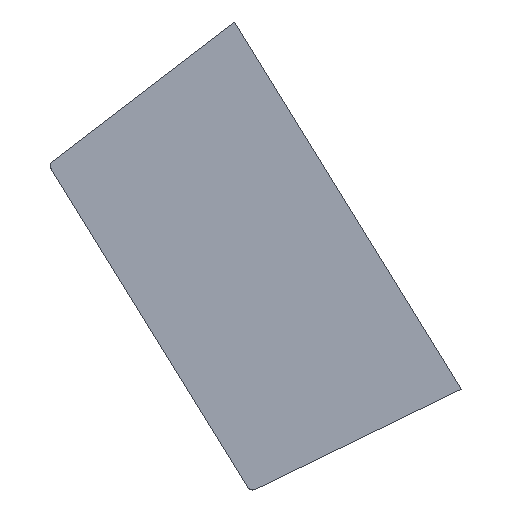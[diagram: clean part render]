
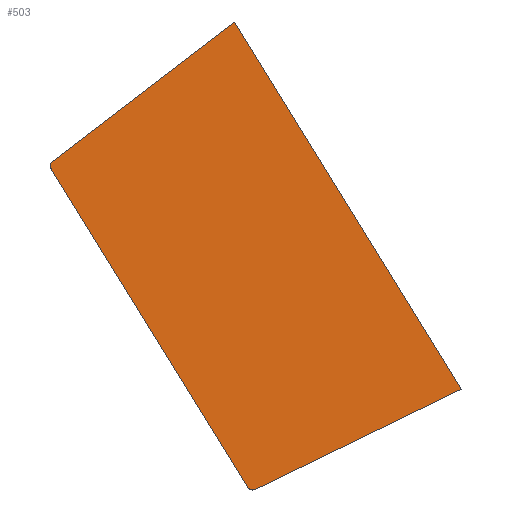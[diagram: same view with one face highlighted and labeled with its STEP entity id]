
A CAD part, front view. The second image highlights one B-rep face of the part: STEP entity #503.
In plain terms, the highlighted planar face has unit normal (0.058, -0.998, 0).
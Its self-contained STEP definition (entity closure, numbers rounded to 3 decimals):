
#43 = PLANE('',#44);
#44 = AXIS2_PLACEMENT_3D('',#45,#46,#47);
#45 = CARTESIAN_POINT('',(1261.95,0.,-2592.896));
#46 = DIRECTION('',(0.438,0.,-0.899));
#47 = DIRECTION('',(0.,-1.,0.));
#70 = PLANE('',#71);
#71 = AXIS2_PLACEMENT_3D('',#72,#73,#74);
#72 = CARTESIAN_POINT('',(10457.485,0.,6463.149));
#73 = DIRECTION('',(0.851,0.,0.526));
#74 = DIRECTION('',(0.,-1.,0.));
#97 = PLANE('',#98);
#98 = AXIS2_PLACEMENT_3D('',#99,#100,#101);
#99 = CARTESIAN_POINT('',(2202.325,0.,-2871.835));
#100 = DIRECTION('',(0.609,0.,-0.794));
#101 = DIRECTION('',(0.,-1.,0.));
#125 = CYLINDRICAL_SURFACE('',#126,23.);
#126 = AXIS2_PLACEMENT_3D('',#127,#128,#129);
#127 = CARTESIAN_POINT('',(10995.624,-550.,3842.501)
  );
#128 = DIRECTION('',(-0.,1.,0.));
#129 = DIRECTION('',(-0.609,-0.,0.794));
#158 = PLANE('',#159);
#159 = AXIS2_PLACEMENT_3D('',#160,#161,#162);
#160 = CARTESIAN_POINT('',(9655.324,0.,5967.381));
#161 = DIRECTION('',(0.851,0.,0.526));
#162 = DIRECTION('',(0.,-1.,0.));
#184 = CYLINDRICAL_SURFACE('',#185,23.);
#185 = AXIS2_PLACEMENT_3D('',#186,#187,#188);
#186 = CARTESIAN_POINT('',(11790.262,-550.,2556.763)
  );
#187 = DIRECTION('',(-0.,1.,0.));
#188 = DIRECTION('',(0.438,0.,-0.899));
#207 = VERTEX_POINT('',#208);
#208 = CARTESIAN_POINT('',(12633.85,641.872,
    2941.754));
#227 = EDGE_CURVE('',#228,#207,#230,.T.);
#228 = VERTEX_POINT('',#229);
#229 = CARTESIAN_POINT('',(11800.327,593.325,
    2536.083));
#230 = SURFACE_CURVE('',#231,(#235,#241),.PCURVE_S1.);
#231 = LINE('',#232,#233);
#232 = CARTESIAN_POINT('',(-4170.617,-336.876,
    -5236.9));
#233 = VECTOR('',#234,1.);
#234 = DIRECTION('',(0.898,0.052,0.437));
#235 = PCURVE('',#43,#236);
#236 = DEFINITIONAL_REPRESENTATION('',(#237),#240);
#237 = B_SPLINE_CURVE_WITH_KNOTS('',1,(#238,#239),.UNSPECIFIED.,.F.,.F.,
  (2,2),(17693.561,18807.486),
  .PIECEWISE_BEZIER_KNOTS.);
#238 = CARTESIAN_POINT('',(-588.47,-11627.531));
#239 = CARTESIAN_POINT('',(-646.727,-12739.932));
#240 = ( GEOMETRIC_REPRESENTATION_CONTEXT(2) 
PARAMETRIC_REPRESENTATION_CONTEXT() REPRESENTATION_CONTEXT('2D SPACE',''
  ) );
#241 = PCURVE('',#242,#247);
#242 = PLANE('',#243);
#243 = AXIS2_PLACEMENT_3D('',#244,#245,#246);
#244 = CARTESIAN_POINT('',(-11761.655,-779.004,
    -3433.355));
#245 = DIRECTION('',(0.058,-0.998,0.));
#246 = DIRECTION('',(0.,0.,-1.));
#247 = DEFINITIONAL_REPRESENTATION('',(#248),#251);
#248 = B_SPLINE_CURVE_WITH_KNOTS('',1,(#249,#250),.UNSPECIFIED.,.F.,.F.,
  (2,2),(17693.561,18807.486),
  .PIECEWISE_BEZIER_KNOTS.);
#249 = CARTESIAN_POINT('',(-5928.87,23518.42));
#250 = CARTESIAN_POINT('',(-6415.676,24520.342));
#251 = ( GEOMETRIC_REPRESENTATION_CONTEXT(2) 
PARAMETRIC_REPRESENTATION_CONTEXT() REPRESENTATION_CONTEXT('2D SPACE',''
  ) );
#280 = VERTEX_POINT('',#281);
#281 = CARTESIAN_POINT('',(11717.229,588.485,
    4424.863));
#300 = EDGE_CURVE('',#207,#280,#301,.T.);
#301 = SURFACE_CURVE('',#302,(#306,#312),.PCURVE_S1.);
#302 = LINE('',#303,#304);
#303 = CARTESIAN_POINT('',(9586.019,464.356,
    7873.196));
#304 = VECTOR('',#305,1.);
#305 = DIRECTION('',(-0.525,-0.031,0.85)
  );
#306 = PCURVE('',#70,#307);
#307 = DEFINITIONAL_REPRESENTATION('',(#308),#311);
#308 = B_SPLINE_CURVE_WITH_KNOTS('',1,(#309,#310),.UNSPECIFIED.,.F.,.F.,
  (2,2),(-5974.424,-3881.239),
  .PIECEWISE_BEZIER_KNOTS.);
#309 = CARTESIAN_POINT('',(-647.211,4314.011));
#310 = CARTESIAN_POINT('',(-583.146,2221.806));
#311 = ( GEOMETRIC_REPRESENTATION_CONTEXT(2) 
PARAMETRIC_REPRESENTATION_CONTEXT() REPRESENTATION_CONTEXT('2D SPACE',''
  ) );
#312 = PCURVE('',#242,#313);
#313 = DEFINITIONAL_REPRESENTATION('',(#314),#317);
#314 = B_SPLINE_CURVE_WITH_KNOTS('',1,(#315,#316),.UNSPECIFIED.,.F.,.F.,
  (2,2),(-5974.424,-3881.239),
  .PIECEWISE_BEZIER_KNOTS.);
#315 = CARTESIAN_POINT('',(-6226.798,24528.666));
#316 = CARTESIAN_POINT('',(-8006.529,23426.857));
#317 = ( GEOMETRIC_REPRESENTATION_CONTEXT(2) 
PARAMETRIC_REPRESENTATION_CONTEXT() REPRESENTATION_CONTEXT('2D SPACE',''
  ) );
#324 = EDGE_CURVE('',#325,#228,#327,.T.);
#325 = VERTEX_POINT('',#326);
#326 = CARTESIAN_POINT('',(11770.697,591.599,
    2544.672));
#327 = SURFACE_CURVE('',#328,(#333,#346),.PCURVE_S1.);
#328 = ELLIPSE('',#329,23.039,23.);
#329 = AXIS2_PLACEMENT_3D('',#330,#331,#332);
#330 = CARTESIAN_POINT('',(11790.262,592.739,
    2556.763));
#331 = DIRECTION('',(0.058,-0.998,0.));
#332 = DIRECTION('',(0.998,0.058,0.));
#333 = PCURVE('',#184,#334);
#334 = DEFINITIONAL_REPRESENTATION('',(#335),#345);
#335 = B_SPLINE_CURVE_WITH_KNOTS('',8,(#336,#337,#338,#339,#340,#341,
    #342,#343,#344),.UNSPECIFIED.,.F.,.F.,(9,9),(3.695,
    5.165),.PIECEWISE_BEZIER_KNOTS.);
#336 = CARTESIAN_POINT('',(1.47,1141.599));
#337 = CARTESIAN_POINT('',(1.286,1141.728));
#338 = CARTESIAN_POINT('',(1.103,1141.902));
#339 = CARTESIAN_POINT('',(0.919,1142.113));
#340 = CARTESIAN_POINT('',(0.735,1142.351));
#341 = CARTESIAN_POINT('',(0.551,1142.604));
#342 = CARTESIAN_POINT('',(0.368,1142.859));
#343 = CARTESIAN_POINT('',(0.184,1143.103));
#344 = CARTESIAN_POINT('',(0.,1143.325));
#345 = ( GEOMETRIC_REPRESENTATION_CONTEXT(2) 
PARAMETRIC_REPRESENTATION_CONTEXT() REPRESENTATION_CONTEXT('2D SPACE',''
  ) );
#346 = PCURVE('',#242,#347);
#347 = DEFINITIONAL_REPRESENTATION('',(#348),#352);
#348 = ELLIPSE('',#349,23.039,23.);
#349 = AXIS2_PLACEMENT_2D('',#350,#351);
#350 = CARTESIAN_POINT('',(-5990.118,23591.831));
#351 = DIRECTION('',(0.,1.));
#352 = ( GEOMETRIC_REPRESENTATION_CONTEXT(2) 
PARAMETRIC_REPRESENTATION_CONTEXT() REPRESENTATION_CONTEXT('2D SPACE',''
  ) );
#380 = EDGE_CURVE('',#381,#280,#383,.T.);
#381 = VERTEX_POINT('',#382);
#382 = CARTESIAN_POINT('',(10981.628,545.641,
    3860.752));
#383 = SURFACE_CURVE('',#384,(#388,#394),.PCURVE_S1.);
#384 = LINE('',#385,#386);
#385 = CARTESIAN_POINT('',(-2335.571,-229.997,
    -6351.812));
#386 = VECTOR('',#387,1.);
#387 = DIRECTION('',(0.793,0.046,0.608));
#388 = PCURVE('',#97,#389);
#389 = DEFINITIONAL_REPRESENTATION('',(#390),#393);
#390 = B_SPLINE_CURVE_WITH_KNOTS('',1,(#391,#392),.UNSPECIFIED.,.F.,.F.,
  (2,2),(16707.375,17820.963),
  .PIECEWISE_BEZIER_KNOTS.);
#391 = CARTESIAN_POINT('',(-541.357,-10970.929));
#392 = CARTESIAN_POINT('',(-592.769,-12083.33));
#393 = ( GEOMETRIC_REPRESENTATION_CONTEXT(2) 
PARAMETRIC_REPRESENTATION_CONTEXT() REPRESENTATION_CONTEXT('2D SPACE',''
  ) );
#394 = PCURVE('',#242,#395);
#395 = DEFINITIONAL_REPRESENTATION('',(#396),#399);
#396 = B_SPLINE_CURVE_WITH_KNOTS('',1,(#397,#398),.UNSPECIFIED.,.F.,.F.,
  (2,2),(16707.375,17820.963),
  .PIECEWISE_BEZIER_KNOTS.);
#397 = CARTESIAN_POINT('',(-7237.696,22708.142));
#398 = CARTESIAN_POINT('',(-7914.629,23592.359));
#399 = ( GEOMETRIC_REPRESENTATION_CONTEXT(2) 
PARAMETRIC_REPRESENTATION_CONTEXT() REPRESENTATION_CONTEXT('2D SPACE',''
  ) );
#426 = EDGE_CURVE('',#325,#427,#429,.T.);
#427 = VERTEX_POINT('',#428);
#428 = CARTESIAN_POINT('',(10976.059,545.317,
    3830.409));
#429 = SURFACE_CURVE('',#430,(#434,#440),.PCURVE_S1.);
#430 = LINE('',#431,#432);
#431 = CARTESIAN_POINT('',(8784.609,417.679,
    7376.212));
#432 = VECTOR('',#433,1.);
#433 = DIRECTION('',(-0.525,-0.031,0.85)
  );
#434 = PCURVE('',#158,#435);
#435 = DEFINITIONAL_REPRESENTATION('',(#436),#439);
#436 = B_SPLINE_CURVE_WITH_KNOTS('',1,(#437,#438),.UNSPECIFIED.,.F.,.F.,
  (2,2),(-5833.714,-4019.089),
  .PIECEWISE_BEZIER_KNOTS.);
#437 = CARTESIAN_POINT('',(-596.227,4174.796));
#438 = CARTESIAN_POINT('',(-540.688,2361.021));
#439 = ( GEOMETRIC_REPRESENTATION_CONTEXT(2) 
PARAMETRIC_REPRESENTATION_CONTEXT() REPRESENTATION_CONTEXT('2D SPACE',''
  ) );
#440 = PCURVE('',#242,#441);
#441 = DEFINITIONAL_REPRESENTATION('',(#442),#445);
#442 = B_SPLINE_CURVE_WITH_KNOTS('',1,(#443,#444),.UNSPECIFIED.,.F.,.F.,
  (2,2),(-5833.714,-4019.089),
  .PIECEWISE_BEZIER_KNOTS.);
#443 = CARTESIAN_POINT('',(-5849.453,23651.831));
#444 = CARTESIAN_POINT('',(-7392.338,22696.65));
#445 = ( GEOMETRIC_REPRESENTATION_CONTEXT(2) 
PARAMETRIC_REPRESENTATION_CONTEXT() REPRESENTATION_CONTEXT('2D SPACE',''
  ) );
#474 = EDGE_CURVE('',#381,#427,#475,.T.);
#475 = SURFACE_CURVE('',#476,(#481,#494),.PCURVE_S1.);
#476 = ELLIPSE('',#477,23.039,23.);
#477 = AXIS2_PLACEMENT_3D('',#478,#479,#480);
#478 = CARTESIAN_POINT('',(10995.624,546.456,
    3842.501));
#479 = DIRECTION('',(0.058,-0.998,0.));
#480 = DIRECTION('',(0.998,0.058,0.));
#481 = PCURVE('',#125,#482);
#482 = DEFINITIONAL_REPRESENTATION('',(#483),#493);
#483 = B_SPLINE_CURVE_WITH_KNOTS('',8,(#484,#485,#486,#487,#488,#489,
    #490,#491,#492),.UNSPECIFIED.,.F.,.F.,(9,9),(2.225,
    3.695),.PIECEWISE_BEZIER_KNOTS.);
#484 = CARTESIAN_POINT('',(0.,1095.641));
#485 = CARTESIAN_POINT('',(-0.184,1095.446));
#486 = CARTESIAN_POINT('',(-0.368,1095.282));
#487 = CARTESIAN_POINT('',(-0.551,1095.159));
#488 = CARTESIAN_POINT('',(-0.735,1095.086));
#489 = CARTESIAN_POINT('',(-0.919,1095.067));
#490 = CARTESIAN_POINT('',(-1.103,1095.102));
#491 = CARTESIAN_POINT('',(-1.286,1095.187));
#492 = CARTESIAN_POINT('',(-1.47,1095.317));
#493 = ( GEOMETRIC_REPRESENTATION_CONTEXT(2) 
PARAMETRIC_REPRESENTATION_CONTEXT() REPRESENTATION_CONTEXT('2D SPACE',''
  ) );
#494 = PCURVE('',#242,#495);
#495 = DEFINITIONAL_REPRESENTATION('',(#496),#500);
#496 = ELLIPSE('',#497,23.039,23.);
#497 = AXIS2_PLACEMENT_2D('',#498,#499);
#498 = CARTESIAN_POINT('',(-7275.856,22795.846));
#499 = DIRECTION('',(0.,1.));
#500 = ( GEOMETRIC_REPRESENTATION_CONTEXT(2) 
PARAMETRIC_REPRESENTATION_CONTEXT() REPRESENTATION_CONTEXT('2D SPACE',''
  ) );
#503 = ADVANCED_FACE('',(#504),#242,.T.);
#504 = FACE_BOUND('',#505,.T.);
#505 = EDGE_LOOP('',(#506,#507,#508,#509,#510,#511));
#506 = ORIENTED_EDGE('',*,*,#426,.F.);
#507 = ORIENTED_EDGE('',*,*,#324,.T.);
#508 = ORIENTED_EDGE('',*,*,#227,.T.);
#509 = ORIENTED_EDGE('',*,*,#300,.T.);
#510 = ORIENTED_EDGE('',*,*,#380,.F.);
#511 = ORIENTED_EDGE('',*,*,#474,.T.);
